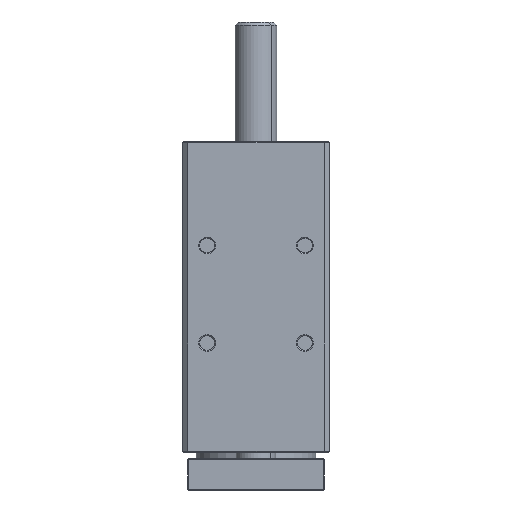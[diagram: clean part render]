
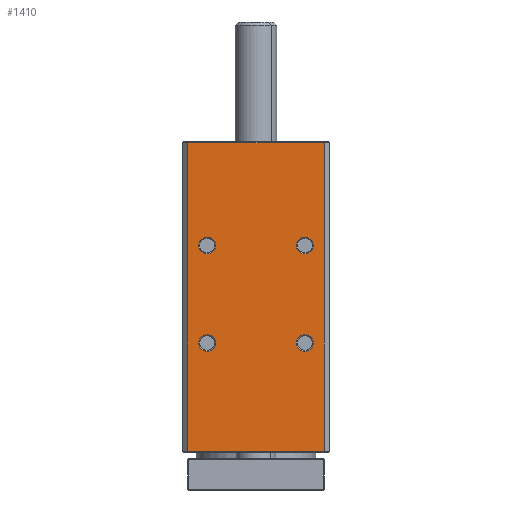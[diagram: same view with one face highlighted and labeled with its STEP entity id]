
A CAD part, front view. The second image highlights one B-rep face of the part: STEP entity #1410.
In plain terms, the highlighted face is planar.
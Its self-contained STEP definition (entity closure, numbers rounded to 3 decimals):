
#251 = FACE_BOUND ( 'NONE', #5680, .T. ) ;
#254 = FACE_OUTER_BOUND ( 'NONE', #5685, .T. ) ;
#256 = FACE_BOUND ( 'NONE', #5682, .T. ) ;
#258 = FACE_BOUND ( 'NONE', #5683, .T. ) ;
#260 = FACE_BOUND ( 'NONE', #5684, .T. ) ;
#1410 = ADVANCED_FACE ( 'NONE', ( #251, #256, #258, #260, #254 ), #3553, .F. ) ;
#1753 = CIRCLE ( 'NONE', #2840, 4. ) ;
#1759 = CIRCLE ( 'NONE', #2844, 4. ) ;
#1765 = CIRCLE ( 'NONE', #2846, 4. ) ;
#1771 = CIRCLE ( 'NONE', #2848, 4. ) ;
#2000 = LINE ( 'NONE', #7584, #2011 ) ;
#2011 = VECTOR ( 'NONE', #7501, 1000. ) ;
#2012 = VECTOR ( 'NONE', #7711, 1000. ) ;
#2015 = LINE ( 'NONE', #7519, #2012 ) ;
#2016 = CIRCLE ( 'NONE', #2634, 4. ) ;
#2019 = CIRCLE ( 'NONE', #2636, 4. ) ;
#2031 = VECTOR ( 'NONE', #4180, 1000. ) ;
#2035 = LINE ( 'NONE', #4219, #2031 ) ;
#2124 = CIRCLE ( 'NONE', #2666, 4. ) ;
#2148 = LINE ( 'NONE', #10018, #2149 ) ;
#2149 = VECTOR ( 'NONE', #10011, 1000. ) ;
#2180 = CIRCLE ( 'NONE', #2676, 4. ) ;
#2483 = AXIS2_PLACEMENT_3D ( 'NONE', #3469, #3540, #3541 ) ;
#2634 = AXIS2_PLACEMENT_3D ( 'NONE', #7502, #7539, #7542 ) ;
#2636 = AXIS2_PLACEMENT_3D ( 'NONE', #7727, #7714, #7717 ) ;
#2666 = AXIS2_PLACEMENT_3D ( 'NONE', #4088, #4083, #4082 ) ;
#2676 = AXIS2_PLACEMENT_3D ( 'NONE', #9884, #9865, #9860 ) ;
#2840 = AXIS2_PLACEMENT_3D ( 'NONE', #10116, #10048, #10050 ) ;
#2844 = AXIS2_PLACEMENT_3D ( 'NONE', #10076, #10239, #10086 ) ;
#2846 = AXIS2_PLACEMENT_3D ( 'NONE', #10238, #10247, #10242 ) ;
#2848 = AXIS2_PLACEMENT_3D ( 'NONE', #10219, #10322, #10323 ) ;
#3132 = CARTESIAN_POINT ( 'NONE',  ( 137., 49.5, 54.25 ) ) ;
#3188 = CARTESIAN_POINT ( 'NONE',  ( 137., 0.5, 2.5 ) ) ;
#3234 = CARTESIAN_POINT ( 'NONE',  ( 137., 49.5, 7.75 ) ) ;
#3292 = CARTESIAN_POINT ( 'NONE',  ( 137., 147.5, 2.5 ) ) ;
#3318 = CARTESIAN_POINT ( 'NONE',  ( 137., 147.5, 67.5 ) ) ;
#3323 = CARTESIAN_POINT ( 'NONE',  ( 137., 49.5, 62.25 ) ) ;
#3469 = CARTESIAN_POINT ( 'NONE',  ( 137., 0., 70. ) ) ;
#3504 = CARTESIAN_POINT ( 'NONE',  ( 137., 96., 54.25 ) ) ;
#3540 = DIRECTION ( 'NONE',  ( -1., 0., 0. ) ) ;
#3541 = DIRECTION ( 'NONE',  ( 0., 0., 1. ) ) ;
#3553 = PLANE ( 'NONE',  #2483 ) ;
#3604 = CARTESIAN_POINT ( 'NONE',  ( 137., 96., 15.75 ) ) ;
#3666 = CARTESIAN_POINT ( 'NONE',  ( 137., 0.5, 67.5 ) ) ;
#3965 = CARTESIAN_POINT ( 'NONE',  ( 137., 96., 7.75 ) ) ;
#3969 = CARTESIAN_POINT ( 'NONE',  ( 137., 96., 62.25 ) ) ;
#4054 = CARTESIAN_POINT ( 'NONE',  ( 137., 49.5, 15.75 ) ) ;
#4082 = DIRECTION ( 'NONE',  ( 0., 0., 1. ) ) ;
#4083 = DIRECTION ( 'NONE',  ( -1., 0., 0. ) ) ;
#4088 = CARTESIAN_POINT ( 'NONE',  ( 137., 96., 11.75 ) ) ;
#4180 = DIRECTION ( 'NONE',  ( 0., 1., 0. ) ) ;
#4219 = CARTESIAN_POINT ( 'NONE',  ( 137., 0., 2.5 ) ) ;
#4787 = VERTEX_POINT ( 'NONE', #3666 ) ;
#5282 = VERTEX_POINT ( 'NONE', #3965 ) ;
#5285 = VERTEX_POINT ( 'NONE', #3969 ) ;
#5325 = VERTEX_POINT ( 'NONE', #4054 ) ;
#5337 = VERTEX_POINT ( 'NONE', #3132 ) ;
#5363 = VERTEX_POINT ( 'NONE', #3188 ) ;
#5376 = VERTEX_POINT ( 'NONE', #3234 ) ;
#5396 = VERTEX_POINT ( 'NONE', #3292 ) ;
#5403 = VERTEX_POINT ( 'NONE', #3318 ) ;
#5405 = VERTEX_POINT ( 'NONE', #3323 ) ;
#5469 = VERTEX_POINT ( 'NONE', #3504 ) ;
#5501 = VERTEX_POINT ( 'NONE', #3604 ) ;
#5680 = EDGE_LOOP ( 'NONE', ( #6710, #6709 ) ) ;
#5682 = EDGE_LOOP ( 'NONE', ( #6708, #6948 ) ) ;
#5683 = EDGE_LOOP ( 'NONE', ( #6947, #6946 ) ) ;
#5684 = EDGE_LOOP ( 'NONE', ( #6945, #6733 ) ) ;
#5685 = EDGE_LOOP ( 'NONE', ( #6952, #6951, #6950, #6949 ) ) ;
#6708 = ORIENTED_EDGE ( 'NONE', *, *, #9407, .T. ) ;
#6709 = ORIENTED_EDGE ( 'NONE', *, *, #9025, .T. ) ;
#6710 = ORIENTED_EDGE ( 'NONE', *, *, #9411, .T. ) ;
#6733 = ORIENTED_EDGE ( 'NONE', *, *, #8954, .T. ) ;
#6945 = ORIENTED_EDGE ( 'NONE', *, *, #9399, .T. ) ;
#6946 = ORIENTED_EDGE ( 'NONE', *, *, #9061, .T. ) ;
#6947 = ORIENTED_EDGE ( 'NONE', *, *, #9403, .T. ) ;
#6948 = ORIENTED_EDGE ( 'NONE', *, *, #8956, .T. ) ;
#6949 = ORIENTED_EDGE ( 'NONE', *, *, #9043, .T. ) ;
#6950 = ORIENTED_EDGE ( 'NONE', *, *, #8969, .T. ) ;
#6951 = ORIENTED_EDGE ( 'NONE', *, *, #8955, .T. ) ;
#6952 = ORIENTED_EDGE ( 'NONE', *, *, #8952, .T. ) ;
#7501 = DIRECTION ( 'NONE',  ( 0., -1., 0. ) ) ;
#7502 = CARTESIAN_POINT ( 'NONE',  ( 137., 49.5, 11.75 ) ) ;
#7519 = CARTESIAN_POINT ( 'NONE',  ( 137., 0.5, 70. ) ) ;
#7539 = DIRECTION ( 'NONE',  ( -1., 0., 0. ) ) ;
#7542 = DIRECTION ( 'NONE',  ( 0., 0., 1. ) ) ;
#7584 = CARTESIAN_POINT ( 'NONE',  ( 137., 0., 67.5 ) ) ;
#7711 = DIRECTION ( 'NONE',  ( 0., 0., -1. ) ) ;
#7714 = DIRECTION ( 'NONE',  ( -1., 0., 0. ) ) ;
#7717 = DIRECTION ( 'NONE',  ( 0., 0., 1. ) ) ;
#7727 = CARTESIAN_POINT ( 'NONE',  ( 137., 96., 58.25 ) ) ;
#8952 = EDGE_CURVE ( 'NONE', #5403, #4787, #2000, .T. ) ;
#8954 = EDGE_CURVE ( 'NONE', #5325, #5376, #2016, .T. ) ;
#8955 = EDGE_CURVE ( 'NONE', #4787, #5363, #2015, .T. ) ;
#8956 = EDGE_CURVE ( 'NONE', #5285, #5469, #2019, .T. ) ;
#8969 = EDGE_CURVE ( 'NONE', #5363, #5396, #2035, .T. ) ;
#9025 = EDGE_CURVE ( 'NONE', #5501, #5282, #2124, .T. ) ;
#9043 = EDGE_CURVE ( 'NONE', #5396, #5403, #2148, .T. ) ;
#9061 = EDGE_CURVE ( 'NONE', #5405, #5337, #2180, .T. ) ;
#9399 = EDGE_CURVE ( 'NONE', #5376, #5325, #1753, .T. ) ;
#9403 = EDGE_CURVE ( 'NONE', #5337, #5405, #1759, .T. ) ;
#9407 = EDGE_CURVE ( 'NONE', #5469, #5285, #1765, .T. ) ;
#9411 = EDGE_CURVE ( 'NONE', #5282, #5501, #1771, .T. ) ;
#9860 = DIRECTION ( 'NONE',  ( 0., 0., 1. ) ) ;
#9865 = DIRECTION ( 'NONE',  ( -1., 0., 0. ) ) ;
#9884 = CARTESIAN_POINT ( 'NONE',  ( 137., 49.5, 58.25 ) ) ;
#10011 = DIRECTION ( 'NONE',  ( 0., 0., 1. ) ) ;
#10018 = CARTESIAN_POINT ( 'NONE',  ( 137., 147.5, 70. ) ) ;
#10048 = DIRECTION ( 'NONE',  ( -1., 0., 0. ) ) ;
#10050 = DIRECTION ( 'NONE',  ( 0., 0., 1. ) ) ;
#10076 = CARTESIAN_POINT ( 'NONE',  ( 137., 49.5, 58.25 ) ) ;
#10086 = DIRECTION ( 'NONE',  ( 0., 0., 1. ) ) ;
#10116 = CARTESIAN_POINT ( 'NONE',  ( 137., 49.5, 11.75 ) ) ;
#10219 = CARTESIAN_POINT ( 'NONE',  ( 137., 96., 11.75 ) ) ;
#10238 = CARTESIAN_POINT ( 'NONE',  ( 137., 96., 58.25 ) ) ;
#10239 = DIRECTION ( 'NONE',  ( -1., 0., 0. ) ) ;
#10242 = DIRECTION ( 'NONE',  ( 0., 0., 1. ) ) ;
#10247 = DIRECTION ( 'NONE',  ( -1., 0., 0. ) ) ;
#10322 = DIRECTION ( 'NONE',  ( -1., 0., 0. ) ) ;
#10323 = DIRECTION ( 'NONE',  ( 0., 0., 1. ) ) ;
